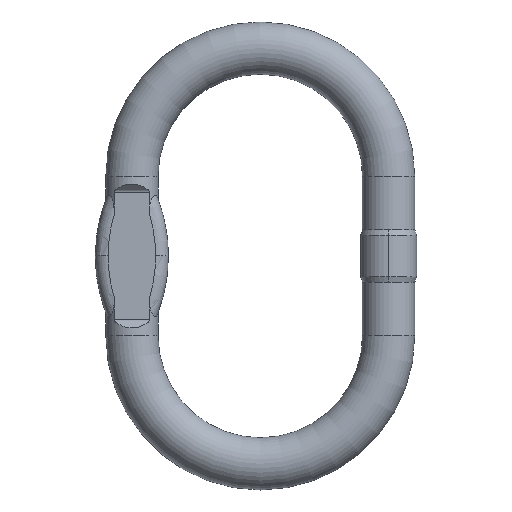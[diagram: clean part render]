
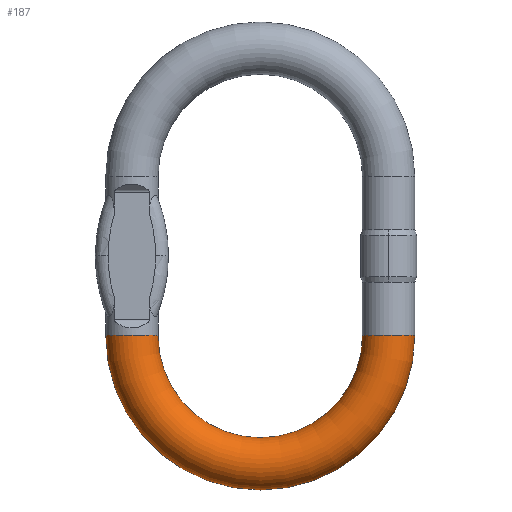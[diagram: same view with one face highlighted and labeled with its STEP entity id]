
A CAD part, top view. The second image highlights one B-rep face of the part: STEP entity #187.
In plain terms, the highlighted toroidal (fillet/blend) face has major radius 56.5 mm and minor radius 11.5 mm.
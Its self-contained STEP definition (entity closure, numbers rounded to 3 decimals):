
#187=ADVANCED_FACE('',(#529),#530,.T.);
#529=FACE_OUTER_BOUND('',#1035,.T.);
#530=TOROIDAL_SURFACE('',#1036,56.5,11.5);
#1035=EDGE_LOOP('',(#1584,#1585,#1586,#1587));
#1036=AXIS2_PLACEMENT_3D('',#1588,#1589,#1590);
#1584=ORIENTED_EDGE('',*,*,#3263,.F.);
#1585=ORIENTED_EDGE('',*,*,#3264,.F.);
#1586=ORIENTED_EDGE('',*,*,#3265,.F.);
#1587=ORIENTED_EDGE('',*,*,#3266,.T.);
#1588=CARTESIAN_POINT('',(0.,-35.,0.0));
#1589=DIRECTION('',(0.0,0.0,-1.0));
#1590=DIRECTION('',(-1.0,0.0,0.0));
#3263=EDGE_CURVE('',#3860,#3861,#3862,.T.);
#3264=EDGE_CURVE('',#3863,#3860,#3864,.T.);
#3265=EDGE_CURVE('',#3865,#3863,#3866,.T.);
#3266=EDGE_CURVE('',#3865,#3861,#3867,.T.);
#3860=VERTEX_POINT('',#4741);
#3861=VERTEX_POINT('',#4742);
#3862=CIRCLE('',#4743,68.0);
#3863=VERTEX_POINT('',#4744);
#3864=CIRCLE('',#4745,11.5);
#3865=VERTEX_POINT('',#4746);
#3866=CIRCLE('',#4747,45.0);
#3867=CIRCLE('',#4748,11.5);
#4741=CARTESIAN_POINT('',(68.0,-35.,0.));
#4742=CARTESIAN_POINT('',(-68.0,-35.,0.));
#4743=AXIS2_PLACEMENT_3D('',#6677,#6678,#6679);
#4744=CARTESIAN_POINT('',(45.0,-35.,0.0));
#4745=AXIS2_PLACEMENT_3D('',#6680,#6681,#6682);
#4746=CARTESIAN_POINT('',(-45.0,-35.,0.0));
#4747=AXIS2_PLACEMENT_3D('',#6683,#6684,#6685);
#4748=AXIS2_PLACEMENT_3D('',#6686,#6687,#6688);
#6677=CARTESIAN_POINT('',(0.,-35.,0.));
#6678=DIRECTION('',(0.0,0.0,-1.0));
#6679=DIRECTION('',(-1.0,0.0,0.0));
#6680=CARTESIAN_POINT('',(56.5,-35.,0.0));
#6681=DIRECTION('',(0.0,1.0,-0.0));
#6682=DIRECTION('',(-1.0,0.0,0.0));
#6683=CARTESIAN_POINT('',(0.,-35.,0.));
#6684=DIRECTION('',(0.0,-0.0,1.0));
#6685=DIRECTION('',(-1.0,0.0,0.0));
#6686=CARTESIAN_POINT('',(-56.5,-35.,0.0));
#6687=DIRECTION('',(0.0,-1.0,0.0));
#6688=DIRECTION('',(1.0,0.0,0.0));
